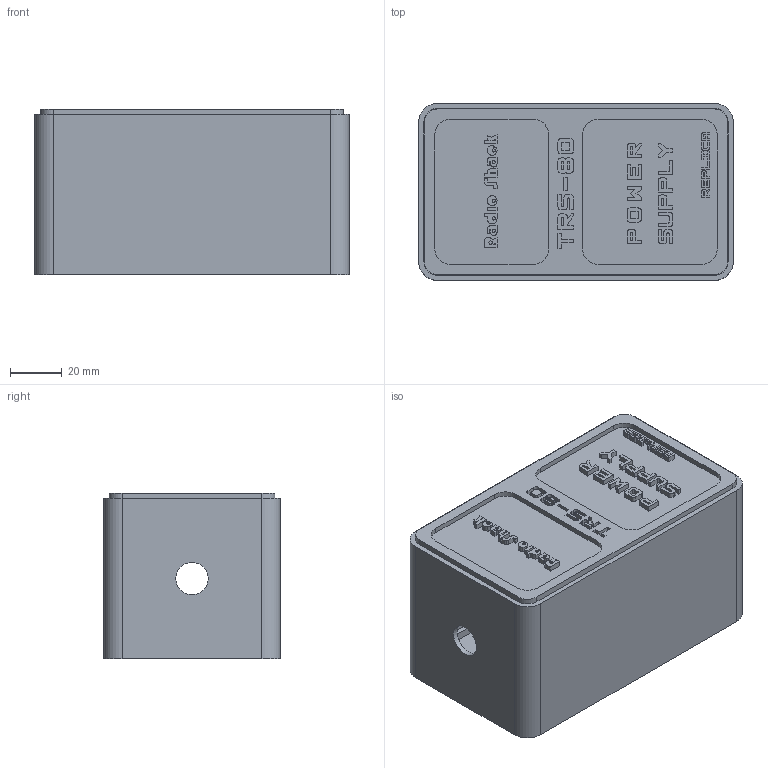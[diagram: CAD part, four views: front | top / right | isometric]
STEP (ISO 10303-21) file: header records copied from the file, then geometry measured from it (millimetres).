
FILE_DESCRIPTION(/* description */ ('','CAx-IF Rec.Pracs.---Representation and Presentation of Product Manufacturing Information (PMI)---4.0---2014-10-13'),/* implementation_level */ '2;1');
FILE_NAME(/* name */ 'TRS-80-POWER-SUPPLY v24.step',/* time_stamp */ '2024-12-12T19:32:19-05:00',/* author */ (''),/* organization */ (''),/* preprocessor_version */ 'ST-DEVELOPER v20',/* originating_system */ 'Autodesk Translation Framework v13.20.0.188',/* authorisation */ '');
FILE_SCHEMA (('AP242_MANAGED_MODEL_BASED_3D_ENGINEERING_MIM_LF { 1 0 10303 442 1 1 4 }'));
Length unit declared in the file: millimetre
Products named in the file (1): TRS-80-POWER-SUPPLY
Bounding box: 121.4 x 68.4 x 64 mm (x, y, z)
Volume: 118454.1 mm3; surface area: 85822.3 mm2
Topology: 3 solids, 3 shells, 675 faces, 1797 edges, 1190 vertices
Faces by surface type: plane 428, bspline 182, cylinder 55, cone 10
Full cylindrical faces by diameter (mm): 4.1 x12, 7 x2, 10 x1, 12 x2, 12.5 x1
Entity records: 22532 total; most frequent: CARTESIAN_POINT 6757, ORIENTED_EDGE 3594, DIRECTION 2543, EDGE_CURVE 1797, LINE 1311, VECTOR 1311, VERTEX_POINT 1190, EDGE_LOOP 767
